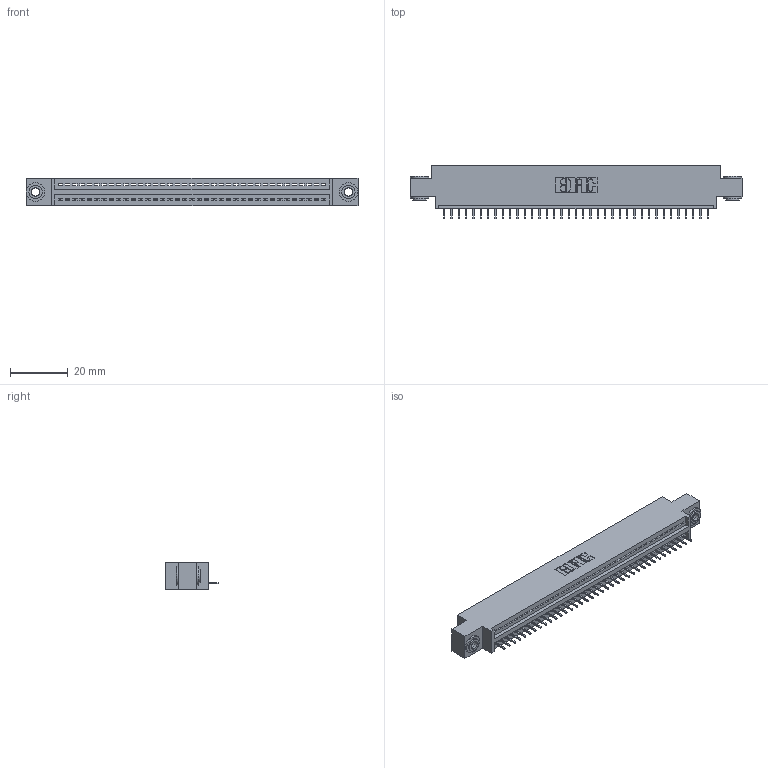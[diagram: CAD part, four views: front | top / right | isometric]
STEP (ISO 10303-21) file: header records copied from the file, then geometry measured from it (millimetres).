
FILE_DESCRIPTION (( 'STEP AP203' ), '1' );
FILE_NAME ('395-037-525-603.STEP', '2020-09-24T00:30:27', ( '' ), ( '' ), 'SwSTEP 2.0', 'SolidWorks 2020', '' );
FILE_SCHEMA (( 'CONFIG_CONTROL_DESIGN' ));
Length unit declared in the file: inch
Products named in the file (4): 345-250-002_345-250-002-102; 395-037-525-603; 345 Part_0.170 Offset - 0.156 Dia-TH; 345-292-001_345-293-125
Assembly tree (40 placements, depth 2):
  395-037-525-603
    345 Part_0.170 Offset - 0.156 Dia-TH
    345-292-001_345-293-125  x37
    345-250-002_345-250-002-102  x2
Bounding box: 115.19 x 18.72 x 9.4 mm (x, y, z)
Volume: 10654.8 mm3; surface area: 13928.5 mm2
Topology: 40 solids, 40 shells, 2462 faces, 7089 edges, 4574 vertices
Faces by surface type: plane 1796, cylinder 658, cone 8
Entity records: 29376 total; most frequent: CARTESIAN_POINT 5066, ORIENTED_EDGE 5030, DIRECTION 4463, EDGE_CURVE 2515, VECTOR 2215, LINE 2215, VERTEX_POINT 1670, AXIS2_PLACEMENT_3D 1124
